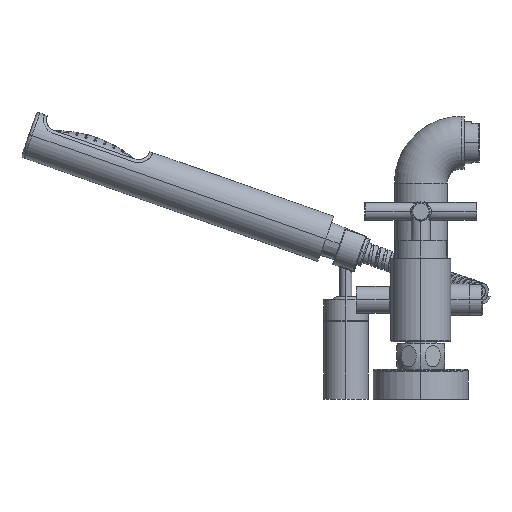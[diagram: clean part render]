
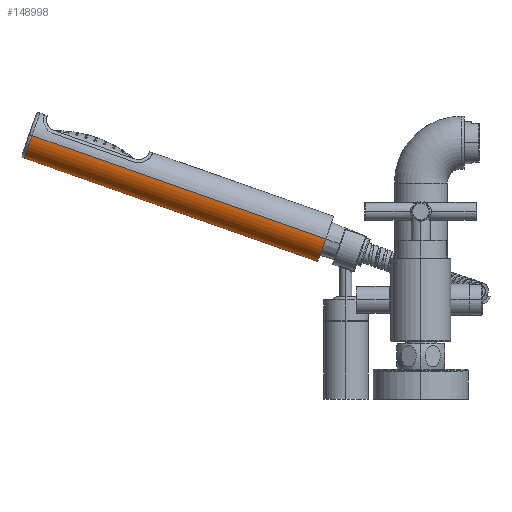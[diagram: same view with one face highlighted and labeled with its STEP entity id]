
A CAD part, left-side view. The second image highlights one B-rep face of the part: STEP entity #148998.
In plain terms, the highlighted cylindrical face has radius 16 mm (diameter 32 mm), a partial arc.
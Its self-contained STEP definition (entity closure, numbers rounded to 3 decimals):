
#143626=CARTESIAN_POINT('',(200.,63.508,40.741));
#143627=DIRECTION('',(0.,0.943,0.332));
#143628=DIRECTION('',(1.,0.,0.));
#143629=AXIS2_PLACEMENT_3D('',#143626,#143627,#143628);
#143646=CARTESIAN_POINT('',(200.,259.715,109.783));
#143647=DIRECTION('',(0.,0.943,0.332));
#143648=DIRECTION('',(1.,0.,0.));
#143649=AXIS2_PLACEMENT_3D('',#143646,#143647,#143648);
#143651=DIRECTION('',(0.,0.943,0.332));
#143652=VECTOR('',#143651,208.);
#143653=CARTESIAN_POINT('',(216.,63.508,40.741));
#143654=LINE('',#143653,#143652);
#143680=DIRECTION('',(0.,0.943,0.332));
#143681=VECTOR('',#143680,208.);
#143682=CARTESIAN_POINT('',(184.,63.508,40.741));
#143683=LINE('',#143682,#143681);
#148296=CARTESIAN_POINT('',(216.,63.508,40.741));
#148297=CARTESIAN_POINT('',(184.,63.508,40.741));
#148298=VERTEX_POINT('',#148296);
#148299=VERTEX_POINT('',#148297);
#148312=CARTESIAN_POINT('',(184.,259.715,109.783));
#148313=CARTESIAN_POINT('',(216.,259.715,109.783));
#148314=VERTEX_POINT('',#148312);
#148315=VERTEX_POINT('',#148313);
#148984=CARTESIAN_POINT('',(200.,63.508,40.741));
#148985=DIRECTION('',(0.,0.943,0.332));
#148986=DIRECTION('',(1.,0.,0.));
#148987=AXIS2_PLACEMENT_3D('',#148984,#148985,#148986);
#148988=CYLINDRICAL_SURFACE('',#148987,16.);
#148990=ORIENTED_EDGE('',*,*,#148989,.T.);
#148992=ORIENTED_EDGE('',*,*,#148991,.F.);
#148993=ORIENTED_EDGE('',*,*,#148965,.F.);
#148995=ORIENTED_EDGE('',*,*,#148994,.T.);
#148996=EDGE_LOOP('',(#148990,#148992,#148993,#148995));
#148997=FACE_OUTER_BOUND('',#148996,.F.);
#148998=ADVANCED_FACE('',(#148997),#148988,.T.);
#143630=CIRCLE('',#143629,16.);
#143650=CIRCLE('',#143649,16.);
#148965=EDGE_CURVE('',#148298,#148299,#143630,.T.);
#148989=EDGE_CURVE('',#148315,#148314,#143650,.T.);
#148991=EDGE_CURVE('',#148299,#148314,#143683,.T.);
#148994=EDGE_CURVE('',#148298,#148315,#143654,.T.);
